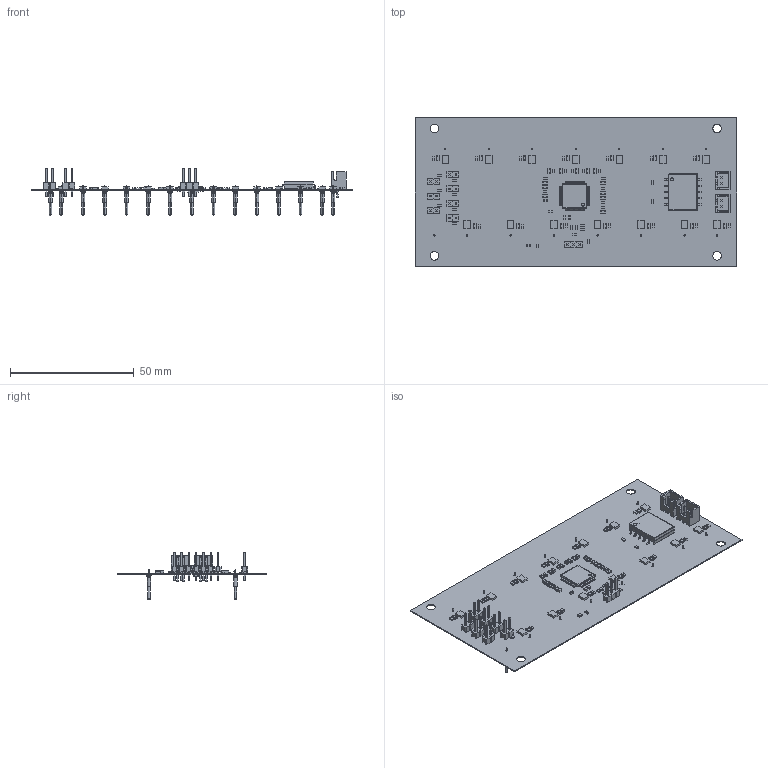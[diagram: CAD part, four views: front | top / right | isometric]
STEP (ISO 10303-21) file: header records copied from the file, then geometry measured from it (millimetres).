
FILE_DESCRIPTION(('Open CASCADE Model'),'2;1');
FILE_NAME('Open CASCADE Shape Model','2021-07-08T12:24:33',('Author'),( 'Open CASCADE'),'Open CASCADE STEP processor 6.8','Open CASCADE 6.8' ,'Unknown');
FILE_SCHEMA(('AUTOMOTIVE_DESIGN { 1 0 10303 214 1 1 1 1 }'));
Length unit declared in the file: millimetre
Products named in the file (210): PCB; Board; Open CASCADE STEP translator 6.8 1.1.1; T1; HM2100NL; R14; 6053923200; Mid_Body; Terminal; Open_CASCADE_STEP_translator_6.8_16.2.1; Mark; R13; TH6; 61300211121_Download_STP_61300211121_rev1; 6130xx11121_PIN; 61300211121; TH5; C2; 6049420048; Open_CASCADE_STEP_translator_6.8_1.1.1; Open_CASCADE_STEP_translator_6.8_1.1.2; Open_CASCADE_STEP_translator_6.8_1.2.1; R3; 6049420208; Open CASCADE STEP translator 6.8 1.9; 6443672000; Extruded; 6443671760; U1; 6052830752; Body; PinsArrayLR; PinsArrayTB; ThermalPad; Open CASCADE STEP translator 6.8 1.11; 6049420128; Open_CASCADE_STEP_translator_6.8_19.2.1; Open CASCADE STEP translator 6.8 1.12; 6049420368; Open CASCADE STEP translator 6.8 1.13 ...
Assembly tree (346 placements, depth 5):
  PCB
    Board
      Open CASCADE STEP translator 6.8 1.1.1
    T1
      HM2100NL
    R14
      6053923200
        Mid_Body
        Terminal  x2
          Open_CASCADE_STEP_translator_6.8_16.2.1
        Mark
    R13
      6053923200
        Mid_Body
        Terminal  x2
          Open_CASCADE_STEP_translator_6.8_16.2.1
        Mark
    TH6
      61300211121_Download_STP_61300211121_rev1
        6130xx11121_PIN  x2
        61300211121
    TH5
      61300211121_Download_STP_61300211121_rev1
        6130xx11121_PIN  x2
        61300211121
    C2
      6049420048
        Terminal
          Open_CASCADE_STEP_translator_6.8_1.1.1
          Open_CASCADE_STEP_translator_6.8_1.1.2
        Mid_Body
          Open_CASCADE_STEP_translator_6.8_1.2.1
    R3
      6049420208
        Mid_Body
        Terminal  x2
          Open_CASCADE_STEP_translator_6.8_16.2.1
        Mark
    Open CASCADE STEP translator 6.8 1.9
      6443672000  x2
        Extruded
      6443671760
        Extruded
    U1
      6052830752
        Body
        PinsArrayLR
        PinsArrayTB
        ThermalPad
    Open CASCADE STEP translator 6.8 1.11
      6049420128
        Mid_Body
        Terminal  x2
          Open_CASCADE_STEP_translator_6.8_19.2.1
        Mark
    Open CASCADE STEP translator 6.8 1.12
      6049420368
        Mid_Body
        Terminal  x2
          Open_CASCADE_STEP_translator_6.8_19.2.1
Bounding box: 130.05 x 59.94 x 19.37 mm (x, y, z)
Volume: 4774.8 mm3; surface area: 20523.4 mm2
Topology: 402 solids, 403 shells, 4930 faces, 11607 edges, 7351 vertices
Faces by surface type: plane 3735, cylinder 893, sphere 212, cone 60, torus 30
Full cylindrical faces by diameter (mm): 0.53 x15, 0.9 x17, 1 x4, 1.25 x1, 3.5 x4
Entity records: 62857 total; most frequent: CARTESIAN_POINT 10009, DIRECTION 9828, ORIENTED_EDGE 9248, EDGE_CURVE 4624, LINE 3720, VECTOR 3720, AXIS2_PLACEMENT_3D 3054, VERTEX_POINT 3019
